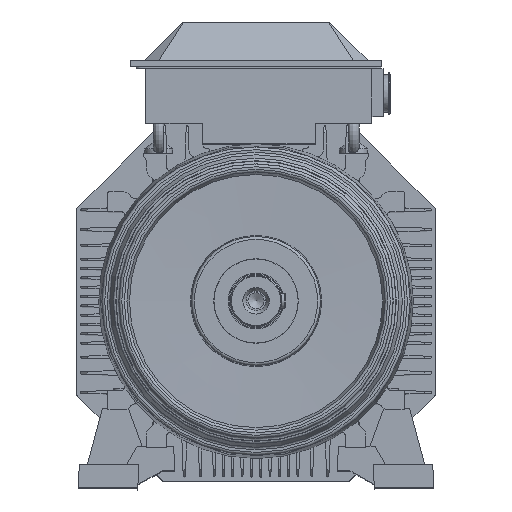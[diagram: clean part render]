
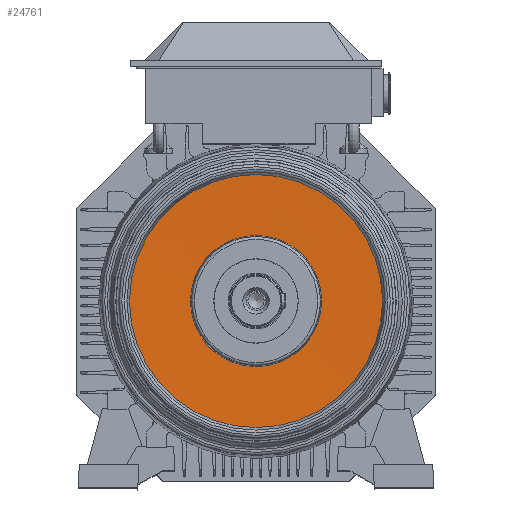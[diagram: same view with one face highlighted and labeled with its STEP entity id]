
A CAD part, top view. The second image highlights one B-rep face of the part: STEP entity #24761.
In plain terms, the highlighted conical face has half-angle 88.337 degrees and reference radius 129.29 mm.
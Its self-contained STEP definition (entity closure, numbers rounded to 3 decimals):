
#24727=CARTESIAN_POINT('',(70.417,0.026,69.501));
#24728=VERTEX_POINT('',#24727);
#24729=CARTESIAN_POINT('',(0.038,0.026,69.501));
#24730=DIRECTION('',(0.,0.,1.));
#24731=DIRECTION('',(0.829,-0.559,0.));
#24732=AXIS2_PLACEMENT_3D('',#24729,#24730,#24731);
#24733=CIRCLE('',#24732,70.379);
#24734=EDGE_CURVE('',#24728,#24728,#24733,.T.);
#24742=CARTESIAN_POINT('',(0.038,0.027,71.211));
#24743=DIRECTION('',(0.,0.,1.));
#24744=DIRECTION('',(0.829,0.559,0.));
#24745=AXIS2_PLACEMENT_3D('',#24742,#24743,#24744);
#24746=CONICAL_SURFACE('',#24745,129.29,88.337);
#24747=CARTESIAN_POINT('',(135.874,0.027,71.401));
#24748=VERTEX_POINT('',#24747);
#24749=CARTESIAN_POINT('',(0.038,0.027,71.401));
#24750=DIRECTION('',(0.,0.,1.));
#24751=DIRECTION('',(0.829,-0.559,0.));
#24752=AXIS2_PLACEMENT_3D('',#24749,#24750,#24751);
#24753=CIRCLE('',#24752,135.836);
#24754=EDGE_CURVE('',#24748,#24748,#24753,.T.);
#24755=ORIENTED_EDGE('',*,*,#24754,.T.);
#24756=EDGE_LOOP('',(#24755));
#24757=FACE_OUTER_BOUND('',#24756,.T.);
#24758=ORIENTED_EDGE('',*,*,#24734,.F.);
#24759=EDGE_LOOP('',(#24758));
#24760=FACE_BOUND('',#24759,.T.);
#24761=ADVANCED_FACE('',(#24757,#24760),#24746,.F.);
